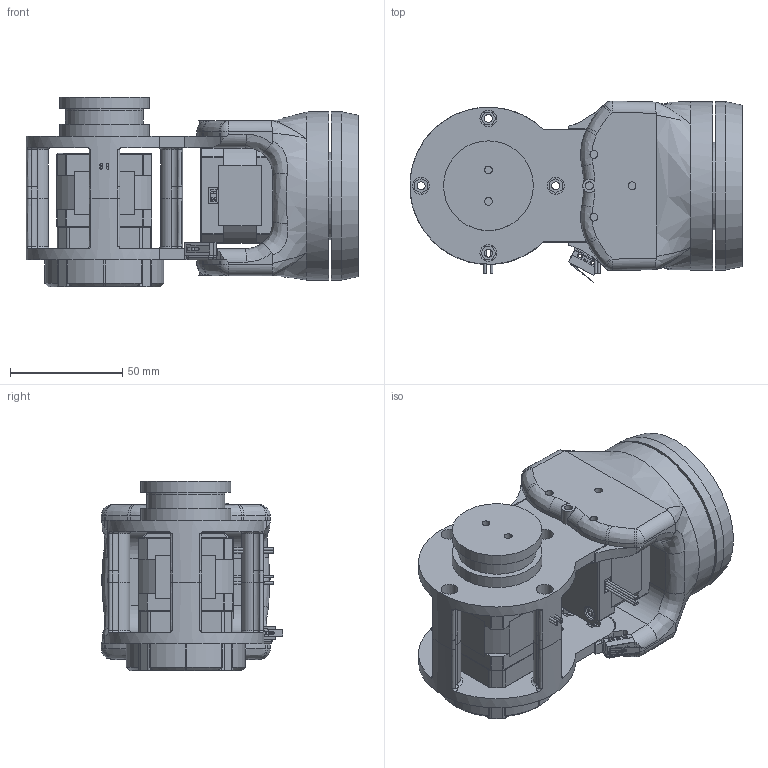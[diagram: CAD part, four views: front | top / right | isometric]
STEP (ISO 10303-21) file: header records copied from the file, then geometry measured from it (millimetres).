
FILE_DESCRIPTION(/* description */ (''),/* implementation_level */ '2;1');
FILE_NAME(/* name */ 'Robotic_Arm-Wrist.step',/* time_stamp */ '2026-01-28T09:52:46-05:00',/* author */ (''),/* organization */ (''),/* preprocessor_version */ 'ST-DEVELOPER v20.1',/* originating_system */ 'Autodesk Translation Framework v14.24.0.0',/* authorisation */ '');
FILE_SCHEMA (('AUTOMOTIVE_DESIGN { 1 0 10303 214 3 1 1 }'));
Products named in the file (13): Robotic_Arm-Wrist; Upper_Arm-Motorside; Cap; Upper_Arm-Bearingside; Upper_Arm-Bearing_Cover; Fixed Stator; Wrist_Frame; 17HS13-0404S1; 6807-2RS; Wrist_Bearing_Cap; Wrist_Rear_Bearing_Cap; Wrist_End_Effector_Mount; 000021319_Simplify_1
Assembly tree (13 placements, depth 3):
  Robotic_Arm-Wrist
    Upper_Arm-Motorside
      Cap
    Upper_Arm-Bearingside
    Upper_Arm-Bearing_Cover
    Fixed Stator
    17HS13-0404S1  x2
    Wrist_Frame
    6807-2RS
    Wrist_Bearing_Cap
    Wrist_Rear_Bearing_Cap
    Wrist_End_Effector_Mount
    000021319_Simplify_1
Bounding box: 147.94 x 80.89 x 84.5 mm (x, y, z)
Volume: 400114.2 mm3; surface area: 140223.2 mm2
Topology: 14 solids, 16 shells, 2113 faces, 5581 edges, 3631 vertices
Faces by surface type: plane 1103, cylinder 578, bspline 275, sphere 74, torus 46, cone 37
Full cylindrical faces by diameter (mm): 1.153 x8, 1.5 x2, 1.8 x8, 2 x1, 2.5 x8, 3.2 x12, 3.5 x40, 3.6 x8, 4 x2, 4.5 x8, 4.8 x8, 5 x4, 5.6 x4, 5.7 x8, 6 x12, 7 x16, 7.5 x4, 14.1 x1, 22 x2, 22.1 x1, 25 x1, 28 x1, 31 x2, 34.7 x2, 34.75 x2, 35 x2, 35.001 x1, 37.1 x2, 38.542 x4, 39 x1
Entity records: 68471 total; most frequent: CARTESIAN_POINT 22520, ORIENTED_EDGE 9848, DIRECTION 8677, EDGE_CURVE 4925, VERTEX_POINT 3256, AXIS2_PLACEMENT_3D 3006, LINE 2665, VECTOR 2665
